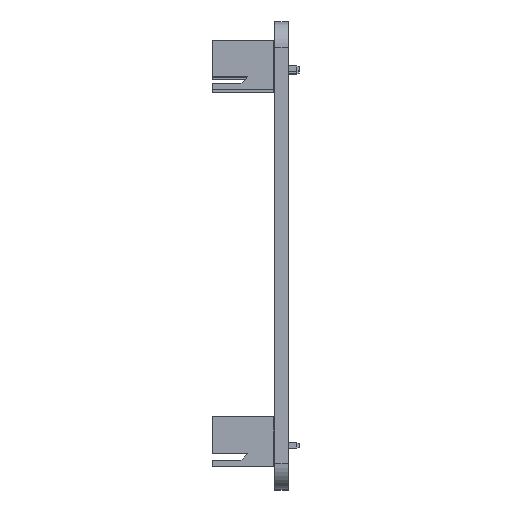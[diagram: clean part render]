
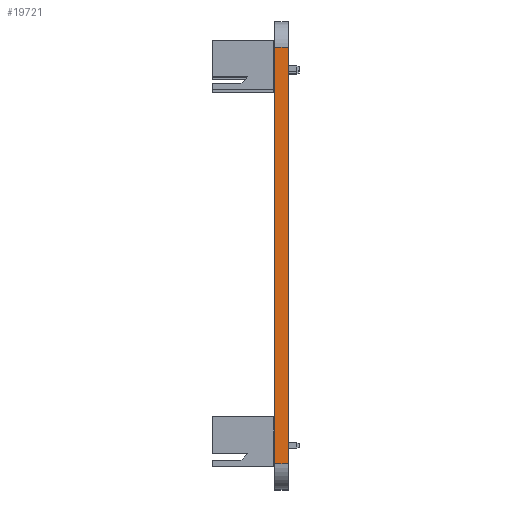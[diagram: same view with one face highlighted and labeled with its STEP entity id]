
A CAD part, top view. The second image highlights one B-rep face of the part: STEP entity #19721.
In plain terms, the highlighted face is planar.
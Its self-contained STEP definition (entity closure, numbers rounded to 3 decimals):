
#1102=FACE_OUTER_BOUND('',#2216,.T.);
#2216=EDGE_LOOP('',(#12700,#12701,#12702,#12703));
#3558=LINE('',#27125,#5838);
#3559=LINE('',#27127,#5839);
#3560=LINE('',#27129,#5840);
#3561=LINE('',#27130,#5841);
#5838=VECTOR('',#22278,1.);
#5839=VECTOR('',#22279,1.);
#5840=VECTOR('',#22280,1.);
#5841=VECTOR('',#22281,1.);
#8118=VERTEX_POINT('',#27123);
#8119=VERTEX_POINT('',#27124);
#8120=VERTEX_POINT('',#27126);
#8121=VERTEX_POINT('',#27128);
#9922=EDGE_CURVE('',#8118,#8119,#3558,.T.);
#9923=EDGE_CURVE('',#8119,#8120,#3559,.T.);
#9924=EDGE_CURVE('',#8121,#8120,#3560,.T.);
#9925=EDGE_CURVE('',#8118,#8121,#3561,.T.);
#12700=ORIENTED_EDGE('',*,*,#9922,.T.);
#12701=ORIENTED_EDGE('',*,*,#9923,.T.);
#12702=ORIENTED_EDGE('',*,*,#9924,.F.);
#12703=ORIENTED_EDGE('',*,*,#9925,.F.);
#18256=PLANE('',#20990);
#19721=ADVANCED_FACE('',(#1102),#18256,.T.);
#20990=AXIS2_PLACEMENT_3D('',#27122,#22276,#22277);
#22276=DIRECTION('center_axis',(0.,1.,0.));
#22277=DIRECTION('ref_axis',(1.,0.,0.));
#22278=DIRECTION('',(0.,0.,1.));
#22279=DIRECTION('',(1.,0.,0.));
#22280=DIRECTION('',(0.,0.,1.));
#22281=DIRECTION('',(1.,0.,0.));
#27122=CARTESIAN_POINT('Origin',(3.,-0.013,0.));
#27123=CARTESIAN_POINT('',(3.,-0.013,0.));
#27124=CARTESIAN_POINT('',(3.,-0.013,1.6));
#27125=CARTESIAN_POINT('',(3.,-0.013,0.));
#27126=CARTESIAN_POINT('',(52.,-0.013,1.6));
#27127=CARTESIAN_POINT('',(3.,-0.013,1.6));
#27128=CARTESIAN_POINT('',(52.,-0.013,0.));
#27129=CARTESIAN_POINT('',(52.,-0.013,0.));
#27130=CARTESIAN_POINT('',(3.,-0.013,0.));
